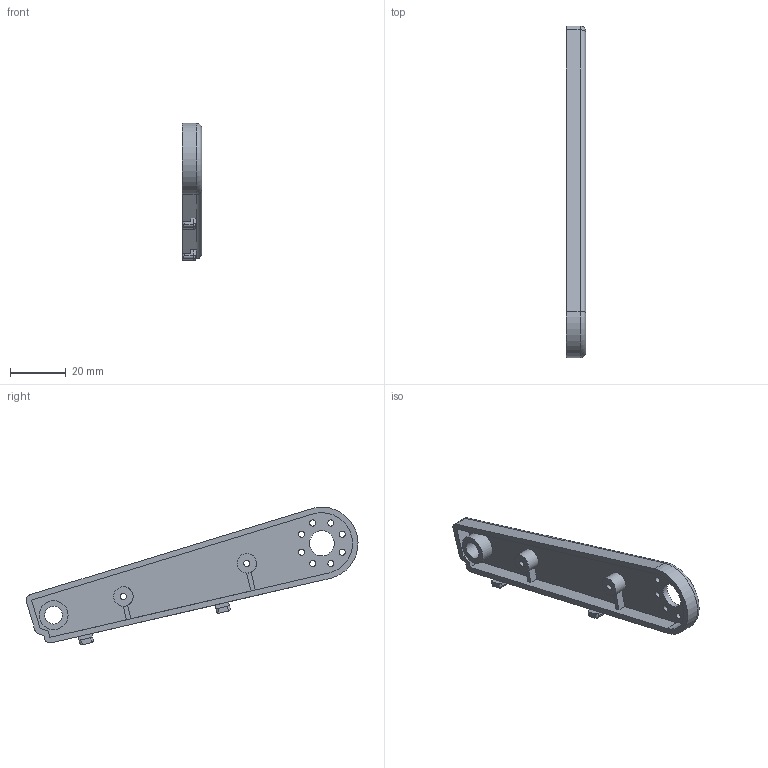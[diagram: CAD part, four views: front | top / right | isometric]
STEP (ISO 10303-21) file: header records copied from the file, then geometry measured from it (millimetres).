
FILE_DESCRIPTION(/* description */ (''),/* implementation_level */ '2;1');
FILE_NAME(/* name */ 'part06.step',/* time_stamp */ '2018-01-15T18:43:05+09:00',/* author */ (''),/* organization */ (''),/* preprocessor_version */ 'ST-DEVELOPER v16.13',/* originating_system */ 'Autodesk Translation Framework v6.5.0.72',/* authorisation */ '');
FILE_SCHEMA (('AUTOMOTIVE_DESIGN { 1 0 10303 214 3 1 1 }'));
Length unit declared in the file: millimetre
Products named in the file (1): Fusion コンポーネント
Bounding box: 7 x 119.52 x 49.54 mm (x, y, z)
Volume: 8165.2 mm3; surface area: 9070.4 mm2
Topology: 1 solids, 1 shells, 87 faces, 215 edges, 134 vertices
Faces by surface type: cylinder 41, plane 38, bspline 4, sphere 3, torus 1
Full cylindrical faces by diameter (mm): 2.2 x10, 4 x2, 6.4 x1, 7 x2, 9 x1, 10.4 x1
Entity records: 2692 total; most frequent: CARTESIAN_POINT 485, DIRECTION 469, ORIENTED_EDGE 430, EDGE_CURVE 215, AXIS2_PLACEMENT_3D 170, VERTEX_POINT 134, LINE 129, VECTOR 129
